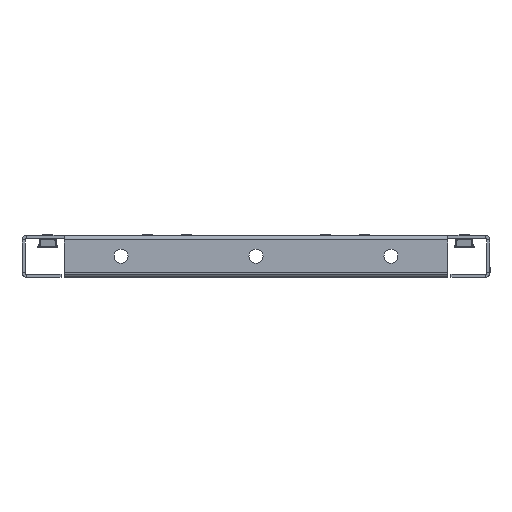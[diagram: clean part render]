
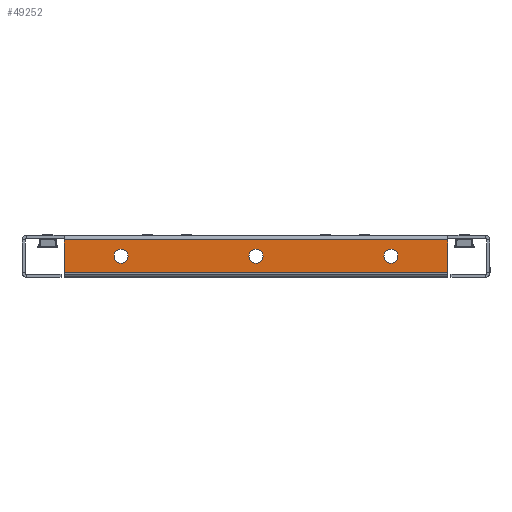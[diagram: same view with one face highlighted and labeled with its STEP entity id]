
A CAD part, left-side view. The second image highlights one B-rep face of the part: STEP entity #49252.
In plain terms, the highlighted planar face has unit normal (-1, 0, 0).
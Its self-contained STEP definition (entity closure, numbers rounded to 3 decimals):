
#397 = AXIS2_PLACEMENT_3D ( 'NONE', #55330, #25648, #50811 ) ;
#960 = CARTESIAN_POINT ( 'NONE',  ( -350., 233.5, -18. ) ) ;
#1081 = VECTOR ( 'NONE', #26627, 1000. ) ;
#1994 = CARTESIAN_POINT ( 'NONE',  ( -350., 24., -3. ) ) ;
#3015 = LINE ( 'NONE', #22677, #32215 ) ;
#3887 = VERTEX_POINT ( 'NONE', #41893 ) ;
#4034 = FACE_OUTER_BOUND ( 'NONE', #23195, .T. ) ;
#4318 = VECTOR ( 'NONE', #56187, 1000. ) ;
#4354 = FACE_BOUND ( 'NONE', #27666, .T. ) ;
#4666 = AXIS2_PLACEMENT_3D ( 'NONE', #18931, #15018, #34699 ) ;
#4983 = CARTESIAN_POINT ( 'NONE',  ( -350., 0., 0. ) ) ;
#6336 = DIRECTION ( 'NONE',  ( -1., 0., 0. ) ) ;
#6604 = CIRCLE ( 'NONE', #31340, 4.5 ) ;
#6636 = LINE ( 'NONE', #45984, #46105 ) ;
#7007 = DIRECTION ( 'NONE',  ( -1., 0., 0. ) ) ;
#7977 = DIRECTION ( 'NONE',  ( 0., 0., 1. ) ) ;
#8906 = EDGE_CURVE ( 'NONE', #27163, #47900, #56946, .T. ) ;
#9720 = ORIENTED_EDGE ( 'NONE', *, *, #63729, .F. ) ;
#9993 = CARTESIAN_POINT ( 'NONE',  ( -350., 60.5, -18. ) ) ;
#14334 = DIRECTION ( 'NONE',  ( 0., 0., -1. ) ) ;
#14849 = DIRECTION ( 'NONE',  ( 0., 0., 1. ) ) ;
#15018 = DIRECTION ( 'NONE',  ( -1., 0., 0. ) ) ;
#15793 = CIRCLE ( 'NONE', #33309, 4.5 ) ;
#18931 = CARTESIAN_POINT ( 'NONE',  ( -350., 233.5, -13.5 ) ) ;
#19436 = ORIENTED_EDGE ( 'NONE', *, *, #35143, .F. ) ;
#20340 = EDGE_LOOP ( 'NONE', ( #9720, #19436 ) ) ;
#20756 = ORIENTED_EDGE ( 'NONE', *, *, #55265, .F. ) ;
#22677 = CARTESIAN_POINT ( 'NONE',  ( -350., 24., 0. ) ) ;
#23195 = EDGE_LOOP ( 'NONE', ( #26788, #40873, #48290, #34899 ) ) ;
#23791 = CIRCLE ( 'NONE', #61901, 4.5 ) ;
#24108 = DIRECTION ( 'NONE',  ( -1., 0., 0. ) ) ;
#24494 = EDGE_CURVE ( 'NONE', #51392, #3887, #6604, .T. ) ;
#24571 = VERTEX_POINT ( 'NONE', #56635 ) ;
#25053 = ORIENTED_EDGE ( 'NONE', *, *, #43111, .F. ) ;
#25123 = CIRCLE ( 'NONE', #397, 4.5 ) ;
#25583 = AXIS2_PLACEMENT_3D ( 'NONE', #4983, #39173, #14334 ) ;
#25648 = DIRECTION ( 'NONE',  ( -1., 0., 0. ) ) ;
#26627 = DIRECTION ( 'NONE',  ( 0., -1., 0. ) ) ;
#26788 = ORIENTED_EDGE ( 'NONE', *, *, #8906, .T. ) ;
#27163 = VERTEX_POINT ( 'NONE', #48339 ) ;
#27603 = CARTESIAN_POINT ( 'NONE',  ( -350., 60.5, -9. ) ) ;
#27666 = EDGE_LOOP ( 'NONE', ( #25053, #51690 ) ) ;
#29893 = CARTESIAN_POINT ( 'NONE',  ( -350., 147., -13.5 ) ) ;
#31340 = AXIS2_PLACEMENT_3D ( 'NONE', #29893, #6336, #49904 ) ;
#31361 = LINE ( 'NONE', #1994, #4318 ) ;
#31506 = CARTESIAN_POINT ( 'NONE',  ( -350., 233.5, -9. ) ) ;
#31524 = VERTEX_POINT ( 'NONE', #9993 ) ;
#32215 = VECTOR ( 'NONE', #33002, 1000. ) ;
#32421 = CARTESIAN_POINT ( 'NONE',  ( -350., 24., -24. ) ) ;
#32432 = CARTESIAN_POINT ( 'NONE',  ( -350., 270., -24. ) ) ;
#33002 = DIRECTION ( 'NONE',  ( 0., 0., 1. ) ) ;
#33309 = AXIS2_PLACEMENT_3D ( 'NONE', #57337, #24108, #7977 ) ;
#34699 = DIRECTION ( 'NONE',  ( 0., 0., -1. ) ) ;
#34899 = ORIENTED_EDGE ( 'NONE', *, *, #49017, .T. ) ;
#35143 = EDGE_CURVE ( 'NONE', #31524, #60368, #23791, .T. ) ;
#38863 = PLANE ( 'NONE',  #25583 ) ;
#39173 = DIRECTION ( 'NONE',  ( 1., 0., 0. ) ) ;
#39296 = CIRCLE ( 'NONE', #54762, 4.5 ) ;
#39689 = DIRECTION ( 'NONE',  ( -1., 0., 0. ) ) ;
#39802 = FACE_BOUND ( 'NONE', #60241, .T. ) ;
#40623 = EDGE_CURVE ( 'NONE', #47900, #24571, #3015, .T. ) ;
#40873 = ORIENTED_EDGE ( 'NONE', *, *, #40623, .T. ) ;
#41799 = VERTEX_POINT ( 'NONE', #31506 ) ;
#41893 = CARTESIAN_POINT ( 'NONE',  ( -350., 147., -9. ) ) ;
#43111 = EDGE_CURVE ( 'NONE', #3887, #51392, #25123, .T. ) ;
#44197 = CARTESIAN_POINT ( 'NONE',  ( -350., 60.5, -13.5 ) ) ;
#44200 = EDGE_CURVE ( 'NONE', #41799, #54004, #53106, .T. ) ;
#44311 = FACE_BOUND ( 'NONE', #20340, .T. ) ;
#44714 = VERTEX_POINT ( 'NONE', #53372 ) ;
#45984 = CARTESIAN_POINT ( 'NONE',  ( -350., 270., 0. ) ) ;
#46105 = VECTOR ( 'NONE', #59859, 1000. ) ;
#46357 = DIRECTION ( 'NONE',  ( 0., 0., -1. ) ) ;
#47900 = VERTEX_POINT ( 'NONE', #32421 ) ;
#48290 = ORIENTED_EDGE ( 'NONE', *, *, #53661, .F. ) ;
#48339 = CARTESIAN_POINT ( 'NONE',  ( -350., 270., -24. ) ) ;
#49017 = EDGE_CURVE ( 'NONE', #44714, #27163, #6636, .T. ) ;
#49252 = ADVANCED_FACE ( 'NONE', ( #44311, #4354, #39802, #4034 ), #38863, .F. ) ;
#49904 = DIRECTION ( 'NONE',  ( 0., 0., 1. ) ) ;
#50811 = DIRECTION ( 'NONE',  ( 0., 0., 1. ) ) ;
#51392 = VERTEX_POINT ( 'NONE', #59571 ) ;
#51690 = ORIENTED_EDGE ( 'NONE', *, *, #24494, .F. ) ;
#53106 = CIRCLE ( 'NONE', #4666, 4.5 ) ;
#53372 = CARTESIAN_POINT ( 'NONE',  ( -350., 270., -3. ) ) ;
#53661 = EDGE_CURVE ( 'NONE', #44714, #24571, #31361, .T. ) ;
#54004 = VERTEX_POINT ( 'NONE', #960 ) ;
#54547 = ORIENTED_EDGE ( 'NONE', *, *, #44200, .F. ) ;
#54762 = AXIS2_PLACEMENT_3D ( 'NONE', #60883, #7007, #46357 ) ;
#55265 = EDGE_CURVE ( 'NONE', #54004, #41799, #39296, .T. ) ;
#55330 = CARTESIAN_POINT ( 'NONE',  ( -350., 147., -13.5 ) ) ;
#56187 = DIRECTION ( 'NONE',  ( 0., -1., 0. ) ) ;
#56635 = CARTESIAN_POINT ( 'NONE',  ( -350., 24., -3. ) ) ;
#56946 = LINE ( 'NONE', #32432, #1081 ) ;
#57337 = CARTESIAN_POINT ( 'NONE',  ( -350., 60.5, -13.5 ) ) ;
#59571 = CARTESIAN_POINT ( 'NONE',  ( -350., 147., -18. ) ) ;
#59859 = DIRECTION ( 'NONE',  ( 0., 0., -1. ) ) ;
#60241 = EDGE_LOOP ( 'NONE', ( #54547, #20756 ) ) ;
#60368 = VERTEX_POINT ( 'NONE', #27603 ) ;
#60883 = CARTESIAN_POINT ( 'NONE',  ( -350., 233.5, -13.5 ) ) ;
#61901 = AXIS2_PLACEMENT_3D ( 'NONE', #44197, #39689, #14849 ) ;
#63729 = EDGE_CURVE ( 'NONE', #60368, #31524, #15793, .T. ) ;
